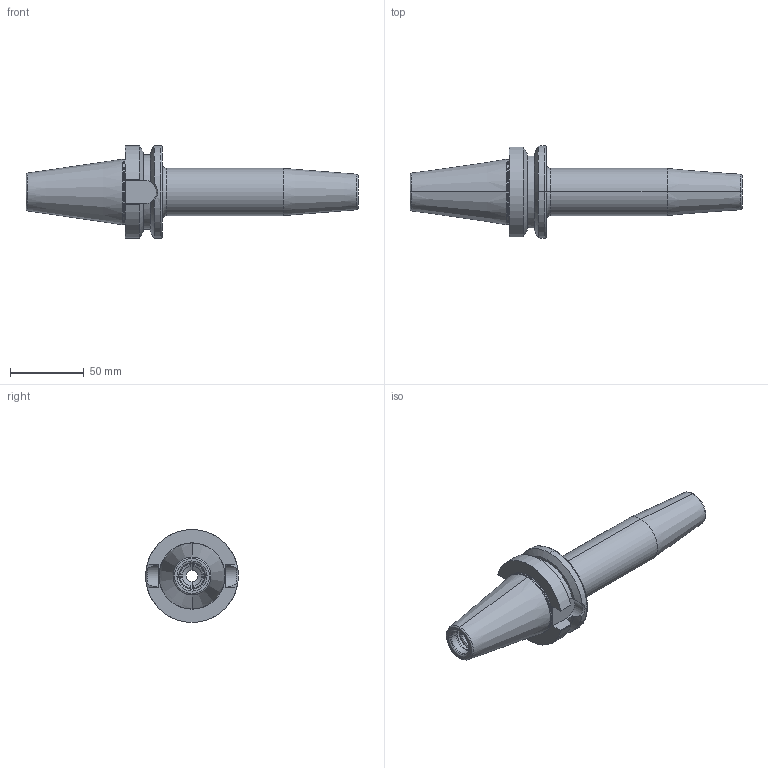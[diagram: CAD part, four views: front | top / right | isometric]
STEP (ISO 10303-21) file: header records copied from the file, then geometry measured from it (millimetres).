
FILE_DESCRIPTION((''),'2;1');
FILE_NAME('CBT40-SFH9_525C-160','2019-10-15T14:06:36',('eos'),(''),'CREO PARAMETRIC BY PTC INC, 2018500','CREO PARAMETRIC BY PTC INC, 2018500','');
FILE_SCHEMA(('CONFIG_CONTROL_DESIGN'));
Length unit declared in the file: millimetre
Products named in the file (1): CBT40-SFH9_525C-160
Bounding box: 225.4 x 63 x 63 mm (x, y, z)
Volume: 202319.5 mm3; surface area: 40953.2 mm2
Topology: 1 solids, 2 shells, 92 faces, 218 edges, 134 vertices
Faces by surface type: cylinder 28, cone 26, plane 22, torus 16
Entity records: 2779 total; most frequent: CARTESIAN_POINT 562, DIRECTION 492, ORIENTED_EDGE 432, EDGE_CURVE 218, AXIS2_PLACEMENT_3D 205, VERTEX_POINT 134, CIRCLE 112, EDGE_LOOP 100
